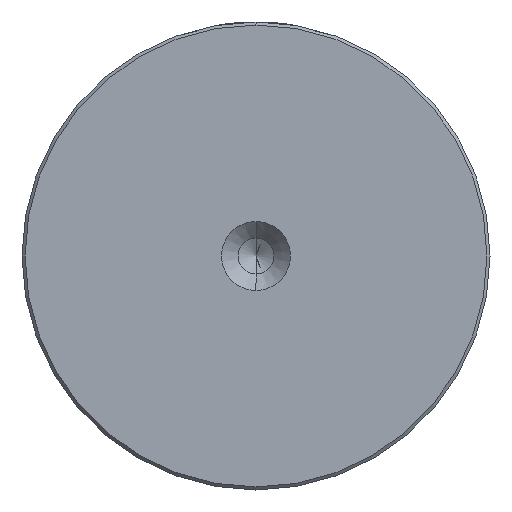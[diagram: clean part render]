
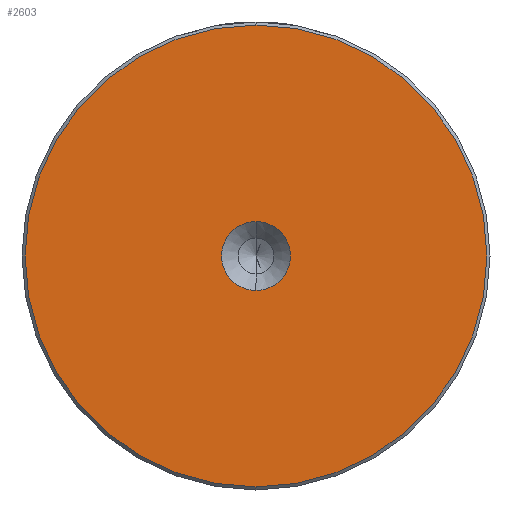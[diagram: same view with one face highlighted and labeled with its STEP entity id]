
A CAD part, left-side view. The second image highlights one B-rep face of the part: STEP entity #2603.
In plain terms, the highlighted planar face has unit normal (-1, 0, 0).
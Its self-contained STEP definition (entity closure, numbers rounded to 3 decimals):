
#29 = EDGE_CURVE ( 'NONE', #1999, #2134, #923, .T. ) ;
#60 = CIRCLE ( 'NONE', #1123, 37.5 ) ;
#61 = AXIS2_PLACEMENT_3D ( 'NONE', #1095, #2518, #1300 ) ;
#134 = DIRECTION ( 'NONE',  ( 0., 0., 1. ) ) ;
#141 = DIRECTION ( 'NONE',  ( -1., 0., 0. ) ) ;
#155 = CARTESIAN_POINT ( 'NONE',  ( 0., 0., 0. ) ) ;
#196 = VERTEX_POINT ( 'NONE', #1521 ) ;
#381 = CIRCLE ( 'NONE', #719, 5.6 ) ;
#426 = DIRECTION ( 'NONE',  ( -1., 0., 0. ) ) ;
#490 = ORIENTED_EDGE ( 'NONE', *, *, #2156, .T. ) ;
#620 = CARTESIAN_POINT ( 'NONE',  ( 0., 0., 37.5 ) ) ;
#628 = FACE_BOUND ( 'NONE', #1079, .T. ) ;
#719 = AXIS2_PLACEMENT_3D ( 'NONE', #1261, #2677, #1475 ) ;
#746 = CARTESIAN_POINT ( 'NONE',  ( 0., 0., 0. ) ) ;
#790 = CARTESIAN_POINT ( 'NONE',  ( 0., 0., -37.5 ) ) ;
#840 = CIRCLE ( 'NONE', #2243, 5.6 ) ;
#923 = CIRCLE ( 'NONE', #1092, 37.5 ) ;
#950 = VERTEX_POINT ( 'NONE', #1891 ) ;
#957 = DIRECTION ( 'NONE',  ( 0., 0., 1. ) ) ;
#1039 = ORIENTED_EDGE ( 'NONE', *, *, #1163, .F. ) ;
#1079 = EDGE_LOOP ( 'NONE', ( #1039, #1936 ) ) ;
#1092 = AXIS2_PLACEMENT_3D ( 'NONE', #155, #141, #134 ) ;
#1095 = CARTESIAN_POINT ( 'NONE',  ( 0., 0., 0. ) ) ;
#1123 = AXIS2_PLACEMENT_3D ( 'NONE', #1678, #426, #1873 ) ;
#1163 = EDGE_CURVE ( 'NONE', #196, #950, #381, .T. ) ;
#1164 = FACE_OUTER_BOUND ( 'NONE', #1473, .T. ) ;
#1261 = CARTESIAN_POINT ( 'NONE',  ( 0., 0., 0. ) ) ;
#1300 = DIRECTION ( 'NONE',  ( 0., 0., 1. ) ) ;
#1473 = EDGE_LOOP ( 'NONE', ( #1942, #490 ) ) ;
#1475 = DIRECTION ( 'NONE',  ( 0., 0., 1. ) ) ;
#1485 = EDGE_CURVE ( 'NONE', #950, #196, #840, .T. ) ;
#1521 = CARTESIAN_POINT ( 'NONE',  ( 0., 0., 5.6 ) ) ;
#1678 = CARTESIAN_POINT ( 'NONE',  ( 0., 0., 0. ) ) ;
#1873 = DIRECTION ( 'NONE',  ( 0., 0., 1. ) ) ;
#1891 = CARTESIAN_POINT ( 'NONE',  ( 0., 0., -5.6 ) ) ;
#1936 = ORIENTED_EDGE ( 'NONE', *, *, #1485, .F. ) ;
#1942 = ORIENTED_EDGE ( 'NONE', *, *, #29, .T. ) ;
#1999 = VERTEX_POINT ( 'NONE', #790 ) ;
#2134 = VERTEX_POINT ( 'NONE', #620 ) ;
#2156 = EDGE_CURVE ( 'NONE', #2134, #1999, #60, .T. ) ;
#2192 = DIRECTION ( 'NONE',  ( -1., 0., 0. ) ) ;
#2243 = AXIS2_PLACEMENT_3D ( 'NONE', #746, #2192, #957 ) ;
#2323 = PLANE ( 'NONE',  #61 ) ;
#2518 = DIRECTION ( 'NONE',  ( -1., 0., 0. ) ) ;
#2603 = ADVANCED_FACE ( 'NONE', ( #1164, #628 ), #2323, .T. ) ;
#2677 = DIRECTION ( 'NONE',  ( -1., 0., 0. ) ) ;
